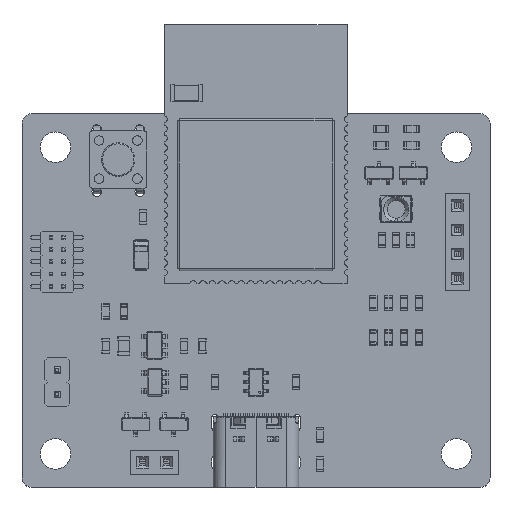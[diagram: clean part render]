
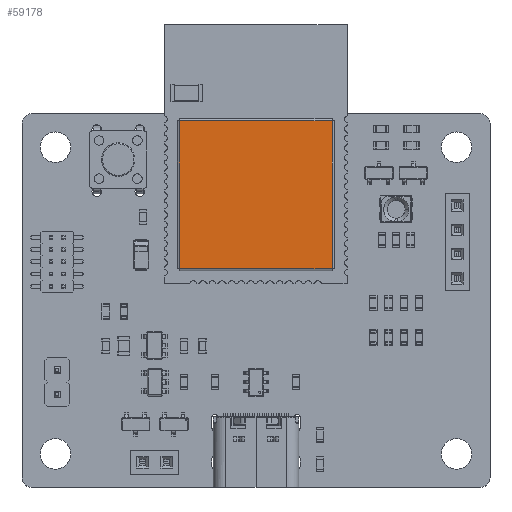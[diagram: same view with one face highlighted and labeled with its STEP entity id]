
A CAD part, top view. The second image highlights one B-rep face of the part: STEP entity #59178.
In plain terms, the highlighted planar face has unit normal (0, 0, 1).
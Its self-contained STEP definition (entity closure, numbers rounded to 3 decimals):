
#58791 = VERTEX_POINT('',#58792);
#58792 = CARTESIAN_POINT('',(7.99,3.478,2.2));
#58799 = EDGE_CURVE('',#58791,#58800,#58802,.T.);
#58800 = VERTEX_POINT('',#58801);
#58801 = CARTESIAN_POINT('',(7.99,-12.002,2.2));
#58802 = LINE('',#58803,#58804);
#58803 = CARTESIAN_POINT('',(7.99,0.,2.2));
#58804 = VECTOR('',#58805,1.);
#58805 = DIRECTION('',(0.,-1.,0.));
#58876 = VERTEX_POINT('',#58877);
#58877 = CARTESIAN_POINT('',(-7.99,-12.002,2.2));
#58886 = EDGE_CURVE('',#58800,#58876,#58887,.T.);
#58887 = LINE('',#58888,#58889);
#58888 = CARTESIAN_POINT('',(0.,-12.002,2.2));
#58889 = VECTOR('',#58890,1.);
#58890 = DIRECTION('',(-1.,0.,0.));
#58935 = EDGE_CURVE('',#58876,#58936,#58938,.T.);
#58936 = VERTEX_POINT('',#58937);
#58937 = CARTESIAN_POINT('',(-7.99,3.478,2.2));
#58938 = LINE('',#58939,#58940);
#58939 = CARTESIAN_POINT('',(-7.99,0.,2.2));
#58940 = VECTOR('',#58941,1.);
#58941 = DIRECTION('',(0.,1.,0.));
#59004 = EDGE_CURVE('',#58936,#58791,#59005,.T.);
#59005 = LINE('',#59006,#59007);
#59006 = CARTESIAN_POINT('',(0.,3.478,2.2));
#59007 = VECTOR('',#59008,1.);
#59008 = DIRECTION('',(1.,0.,0.));
#59178 = ADVANCED_FACE('',(#59179),#59185,.T.);
#59179 = FACE_BOUND('',#59180,.T.);
#59180 = EDGE_LOOP('',(#59181,#59182,#59183,#59184));
#59181 = ORIENTED_EDGE('',*,*,#58886,.F.);
#59182 = ORIENTED_EDGE('',*,*,#58799,.F.);
#59183 = ORIENTED_EDGE('',*,*,#59004,.F.);
#59184 = ORIENTED_EDGE('',*,*,#58935,.F.);
#59185 = PLANE('',#59186);
#59186 = AXIS2_PLACEMENT_3D('',#59187,#59188,#59189);
#59187 = CARTESIAN_POINT('',(0.,0.,2.2));
#59188 = DIRECTION('',(0.,0.,1.));
#59189 = DIRECTION('',(1.,0.,-0.));
